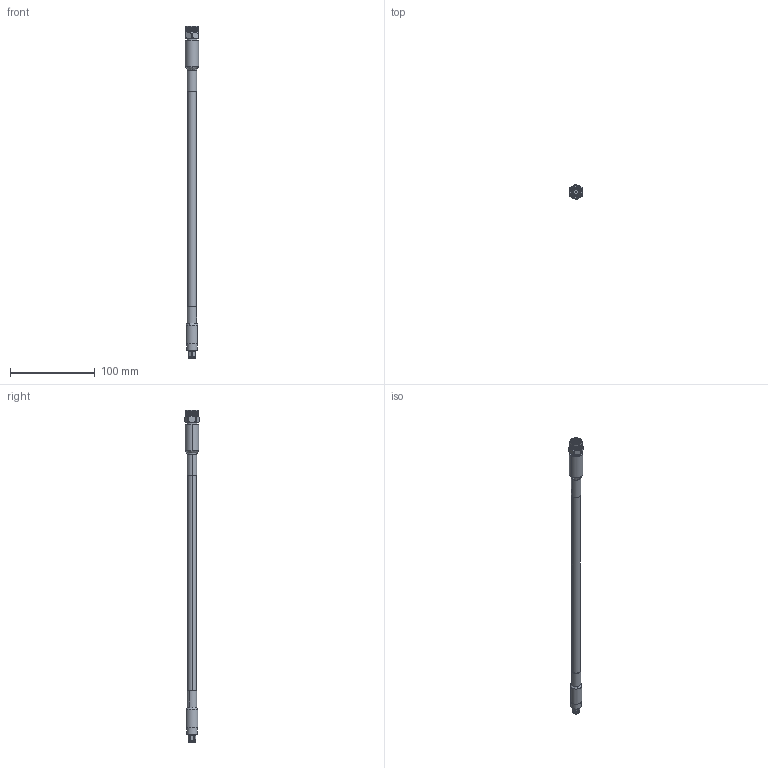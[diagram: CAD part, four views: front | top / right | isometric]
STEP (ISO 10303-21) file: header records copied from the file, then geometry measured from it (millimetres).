
FILE_DESCRIPTION (( 'STEP AP203' ), '1' );
FILE_NAME ('PE3C1704-HS.step', '2020-09-09T16:33:00', ( '' ), ( '' ), 'SwSTEP 2.0', 'SolidWorks 2018', '' );
FILE_SCHEMA (( 'CONFIG_CONTROL_DESIGN' ));
Length unit declared in the file: inch
Products named in the file (4): PE3C1704-HS; LMR-400-UF^PE3C1704-HS_LMR-400; TC-400-TM-X^PE3C1704-HS_Heat Shrink; TC-400-SM-X^PE3C1704-HS_HeatShrink
Assembly tree (3 placements, depth 2):
  PE3C1704-HS
    LMR-400-UF^PE3C1704-HS_LMR-400
    TC-400-TM-X^PE3C1704-HS_Heat Shrink
    TC-400-SM-X^PE3C1704-HS_HeatShrink
Bounding box: 16.04 x 17.52 x 392.08 mm (x, y, z)
Volume: 39948.9 mm3; surface area: 16019.9 mm2
Topology: 4 solids, 4 shells, 3214 faces, 6831 edges, 3638 vertices
Faces by surface type: bspline 2412, cylinder 702, plane 58, cone 40, torus 2
Entity records: 124505 total; most frequent: CARTESIAN_POINT 82188, ORIENTED_EDGE 13662, EDGE_CURVE 6831, VERTEX_POINT 3638, EDGE_LOOP 3227, FACE_OUTER_BOUND 3214, ADVANCED_FACE 3214, B_SPLINE_CURVE_WITH_KNOTS 2712
